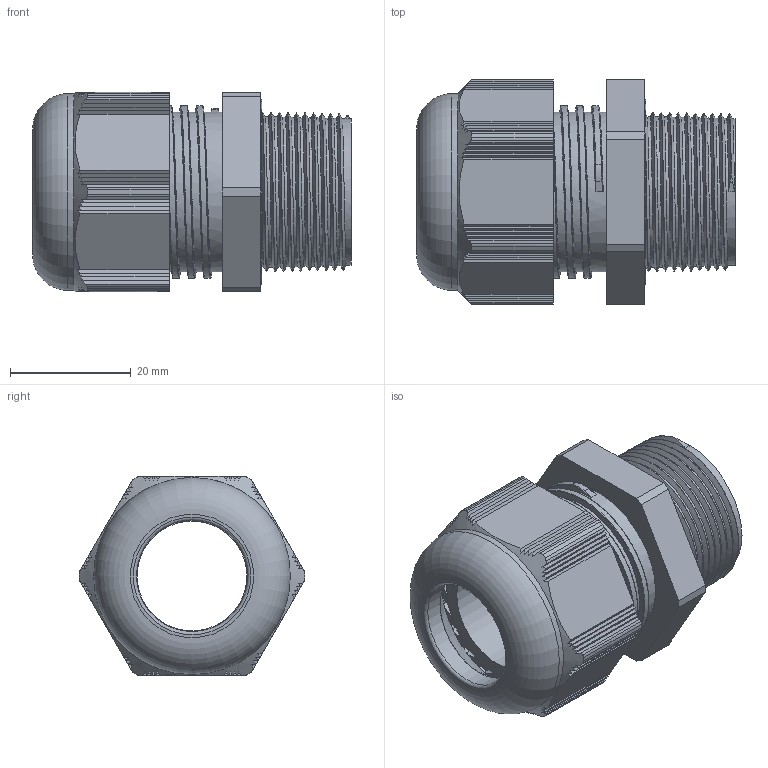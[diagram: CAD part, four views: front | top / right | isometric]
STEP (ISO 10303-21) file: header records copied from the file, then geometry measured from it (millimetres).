
FILE_DESCRIPTION(/* description */ ('Euro-Top NPT 3/4", KB:13-18 mm'),/* implementation_level */ '2;1');
FILE_NAME(/* name */ '11085034-RST.stp',/* time_stamp */ '2019-11-28T09:44:24+01:00',/* author */ ('sl'),/* organization */ (''),/* preprocessor_version */ 'ST-DEVELOPER v16.5',/* originating_system */ 'Autodesk Inventor 2017',/* authorisation */ '');
FILE_SCHEMA (('AUTOMOTIVE_DESIGN { 1 0 10303 214 3 1 1 }'));
Length unit declared in the file: millimetre
Products named in the file (4): 11085034; 11085034_1; 11085034_2; 11085034_3
Assembly tree (3 placements, depth 2):
  11085034
    11085034_1
    11085034_2
    11085034_3
Bounding box: 52.76 x 37.43 x 33 mm (x, y, z)
Volume: 21436 mm3; surface area: 18010.3 mm2
Topology: 3 solids, 3 shells, 357 faces, 1016 edges, 671 vertices
Faces by surface type: plane 214, cylinder 83, torus 24, bspline 23, cone 13
Full cylindrical faces by diameter (mm): 18.2 x1, 18.46 x1, 19 x1, 22.79 x1, 22.9 x1, 25.48 x1, 26.48 x5, 27.3 x5, 29.4 x5, 32.58 x1
Entity records: 16902 total; most frequent: CARTESIAN_POINT 8570, ORIENTED_EDGE 1836, DIRECTION 1600, EDGE_CURVE 918, VERTEX_POINT 617, AXIS2_PLACEMENT_3D 564, LINE 472, VECTOR 472
